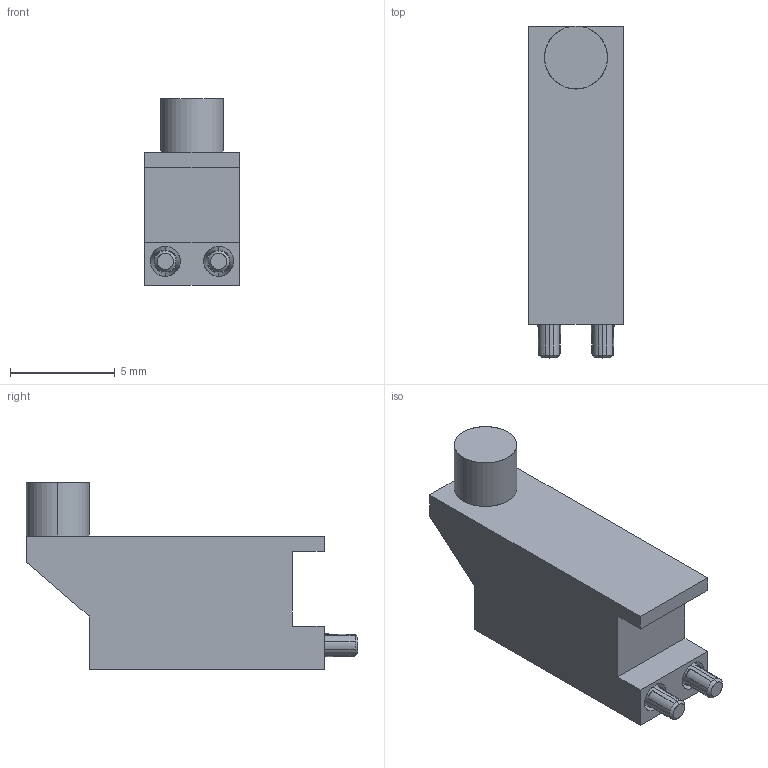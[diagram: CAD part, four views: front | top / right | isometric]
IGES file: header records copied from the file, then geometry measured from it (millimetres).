
Start section: SolidWorks IGES file using analytic representation for surfaces
Global section: file name: SLP3-500-100-F.IGS; native system: SolidWorks 2012; preprocessor: SolidWorks 2012; author: sraja; date: 120831.132700; units: inch
Bounding box: 4.52 x 15.8 x 8.89 mm (x, y, z)
Surface area: 484.6 mm2 (no closed solid volume)
Topology: 0 solids, 0 shells, 61 faces, 423 edges, 422 vertices
Faces by surface type: bspline 39, revolution 22
